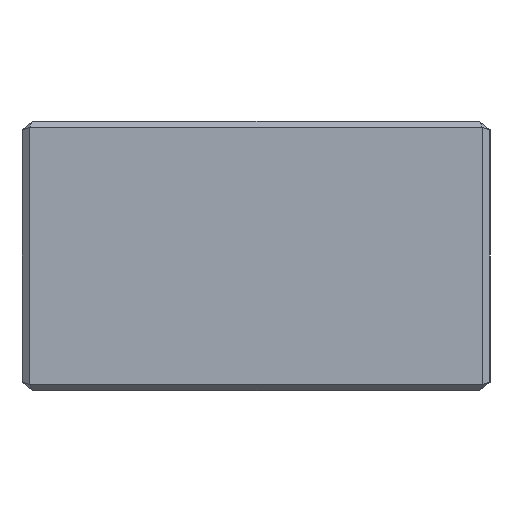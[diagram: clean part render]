
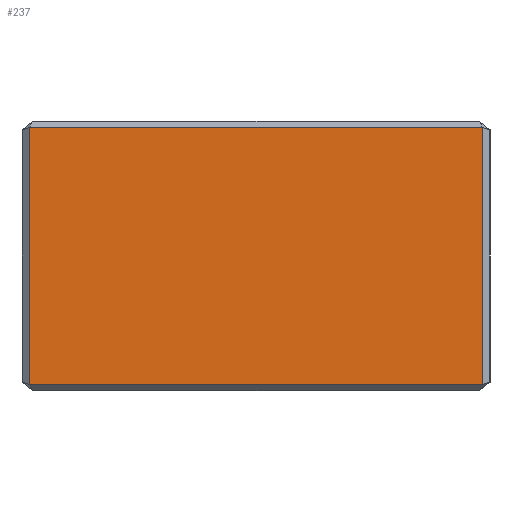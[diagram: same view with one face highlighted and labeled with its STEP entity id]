
A CAD part, left-side view. The second image highlights one B-rep face of the part: STEP entity #237.
In plain terms, the highlighted planar face has unit normal (-1, 0, 0).
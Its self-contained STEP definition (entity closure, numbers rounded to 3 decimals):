
#25 = VERTEX_POINT ( 'NONE', #1264 ) ;
#30 = DIRECTION ( 'NONE',  ( 0., 0., 1. ) ) ;
#105 = LINE ( 'NONE', #872, #758 ) ;
#131 = CARTESIAN_POINT ( 'NONE',  ( -2.794, -2.459, -1.134 ) ) ;
#132 = LINE ( 'NONE', #131, #1184 ) ;
#237 = ADVANCED_FACE ( 'NONE', ( #1093 ), #647, .F. ) ;
#249 = LINE ( 'NONE', #447, #796 ) ;
#269 = EDGE_CURVE ( 'NONE', #25, #592, #105, .T. ) ;
#382 = LINE ( 'NONE', #609, #1357 ) ;
#409 = CARTESIAN_POINT ( 'NONE',  ( -2.794, 0., -1.27 ) ) ;
#447 = CARTESIAN_POINT ( 'NONE',  ( -2.794, 2.459, -1.134 ) ) ;
#515 = ORIENTED_EDGE ( 'NONE', *, *, #547, .T. ) ;
#547 = EDGE_CURVE ( 'NONE', #1438, #25, #382, .T. ) ;
#579 = DIRECTION ( 'NONE',  ( 0., -1., 0. ) ) ;
#589 = ORIENTED_EDGE ( 'NONE', *, *, #999, .T. ) ;
#592 = VERTEX_POINT ( 'NONE', #842 ) ;
#609 = CARTESIAN_POINT ( 'NONE',  ( -2.794, -2.459, 1.659 ) ) ;
#626 = DIRECTION ( 'NONE',  ( 0., 1., 0. ) ) ;
#646 = CARTESIAN_POINT ( 'NONE',  ( -2.794, -2.459, -1.134 ) ) ;
#647 = PLANE ( 'NONE',  #1459 ) ;
#758 = VECTOR ( 'NONE', #1334, 1000. ) ;
#766 = ORIENTED_EDGE ( 'NONE', *, *, #269, .T. ) ;
#796 = VECTOR ( 'NONE', #579, 1000. ) ;
#842 = CARTESIAN_POINT ( 'NONE',  ( -2.794, 2.459, -1.134 ) ) ;
#872 = CARTESIAN_POINT ( 'NONE',  ( -2.794, 2.459, 1.659 ) ) ;
#952 = ORIENTED_EDGE ( 'NONE', *, *, #1221, .T. ) ;
#990 = DIRECTION ( 'NONE',  ( 1., 0., 0. ) ) ;
#994 = CARTESIAN_POINT ( 'NONE',  ( -2.794, -2.459, 1.659 ) ) ;
#999 = EDGE_CURVE ( 'NONE', #592, #1386, #249, .T. ) ;
#1093 = FACE_OUTER_BOUND ( 'NONE', #1292, .T. ) ;
#1184 = VECTOR ( 'NONE', #30, 1000. ) ;
#1221 = EDGE_CURVE ( 'NONE', #1386, #1438, #132, .T. ) ;
#1264 = CARTESIAN_POINT ( 'NONE',  ( -2.794, 2.459, 1.659 ) ) ;
#1292 = EDGE_LOOP ( 'NONE', ( #766, #589, #952, #515 ) ) ;
#1333 = DIRECTION ( 'NONE',  ( 0., 0., -1. ) ) ;
#1334 = DIRECTION ( 'NONE',  ( 0., 0., -1. ) ) ;
#1357 = VECTOR ( 'NONE', #626, 1000. ) ;
#1386 = VERTEX_POINT ( 'NONE', #646 ) ;
#1438 = VERTEX_POINT ( 'NONE', #994 ) ;
#1459 = AXIS2_PLACEMENT_3D ( 'NONE', #409, #990, #1333 ) ;
